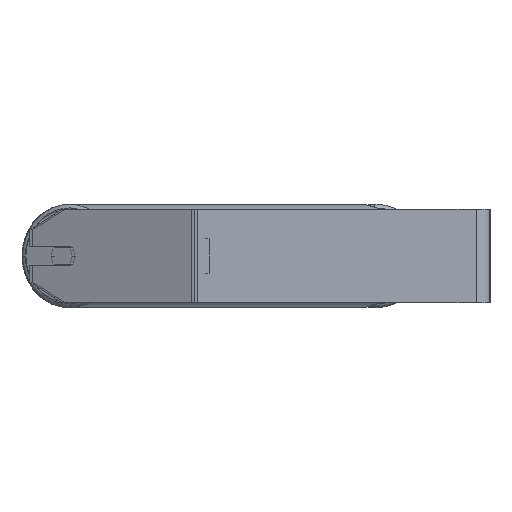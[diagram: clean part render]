
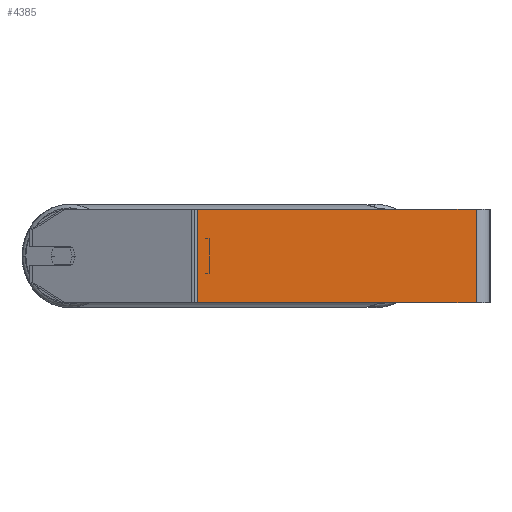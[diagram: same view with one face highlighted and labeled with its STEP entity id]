
A CAD part, left-side view. The second image highlights one B-rep face of the part: STEP entity #4385.
In plain terms, the highlighted planar face has unit normal (-1, 0, 0).
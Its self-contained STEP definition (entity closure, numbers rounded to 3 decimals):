
#609 = VECTOR ( 'NONE', #5904, 1000. ) ;
#713 = LINE ( 'NONE', #1268, #5555 ) ;
#1063 = CARTESIAN_POINT ( 'NONE',  ( -945., 254.224, -40. ) ) ;
#1254 = VERTEX_POINT ( 'NONE', #2438 ) ;
#1260 = DIRECTION ( 'NONE',  ( 0., 0., -1. ) ) ;
#1268 = CARTESIAN_POINT ( 'NONE',  ( -945., 251.564, 40. ) ) ;
#1429 = ORIENTED_EDGE ( 'NONE', *, *, #8178, .T. ) ;
#1748 = EDGE_CURVE ( 'NONE', #1254, #5900, #5317, .T. ) ;
#1777 = EDGE_CURVE ( 'NONE', #1254, #7934, #713, .T. ) ;
#1965 = FACE_OUTER_BOUND ( 'NONE', #7911, .T. ) ;
#2004 = CARTESIAN_POINT ( 'NONE',  ( -945., 254.224, 40. ) ) ;
#2105 = DIRECTION ( 'NONE',  ( 0., 0., -1. ) ) ;
#2151 = ORIENTED_EDGE ( 'NONE', *, *, #1748, .F. ) ;
#2438 = CARTESIAN_POINT ( 'NONE',  ( -945., 251.564, 40. ) ) ;
#2505 = LINE ( 'NONE', #5955, #8559 ) ;
#2554 = DIRECTION ( 'NONE',  ( 0., 0., -1. ) ) ;
#3326 = PLANE ( 'NONE',  #6729 ) ;
#3918 = EDGE_CURVE ( 'NONE', #5900, #4250, #2505, .T. ) ;
#4232 = LINE ( 'NONE', #1063, #8451 ) ;
#4250 = VERTEX_POINT ( 'NONE', #7179 ) ;
#4385 = ADVANCED_FACE ( 'NONE', ( #1965 ), #3326, .F. ) ;
#4677 = DIRECTION ( 'NONE',  ( 1., 0., 0. ) ) ;
#5317 = LINE ( 'NONE', #6659, #609 ) ;
#5555 = VECTOR ( 'NONE', #2554, 1000. ) ;
#5900 = VERTEX_POINT ( 'NONE', #8001 ) ;
#5904 = DIRECTION ( 'NONE',  ( 0., -1., 0. ) ) ;
#5955 = CARTESIAN_POINT ( 'NONE',  ( -945., 12., 40. ) ) ;
#6026 = ORIENTED_EDGE ( 'NONE', *, *, #3918, .F. ) ;
#6659 = CARTESIAN_POINT ( 'NONE',  ( -945., 254.224, 40. ) ) ;
#6729 = AXIS2_PLACEMENT_3D ( 'NONE', #2004, #4677, #1260 ) ;
#6757 = ORIENTED_EDGE ( 'NONE', *, *, #1777, .T. ) ;
#7125 = DIRECTION ( 'NONE',  ( 0., -1., 0. ) ) ;
#7179 = CARTESIAN_POINT ( 'NONE',  ( -945., 12., -40. ) ) ;
#7911 = EDGE_LOOP ( 'NONE', ( #1429, #6026, #2151, #6757 ) ) ;
#7934 = VERTEX_POINT ( 'NONE', #8589 ) ;
#8001 = CARTESIAN_POINT ( 'NONE',  ( -945., 12., 40. ) ) ;
#8178 = EDGE_CURVE ( 'NONE', #7934, #4250, #4232, .T. ) ;
#8451 = VECTOR ( 'NONE', #7125, 1000. ) ;
#8559 = VECTOR ( 'NONE', #2105, 1000. ) ;
#8589 = CARTESIAN_POINT ( 'NONE',  ( -945., 251.564, -40. ) ) ;
